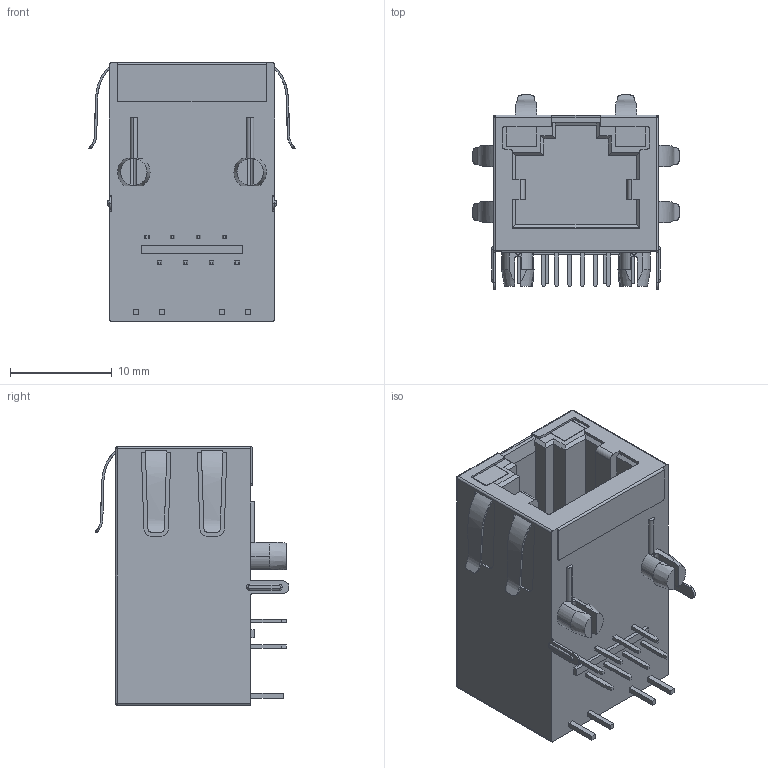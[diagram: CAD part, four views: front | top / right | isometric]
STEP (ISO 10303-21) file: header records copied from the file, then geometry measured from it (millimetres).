
FILE_DESCRIPTION (( 'STEP AP214' ), '1' );
FILE_NAME ('TMJ1011ABNL.STEP', '2022-11-04T10:58:33', ( '' ), ( '' ), 'SwSTEP 2.0', 'SolidWorks 2022', '' );
FILE_SCHEMA (( 'AUTOMOTIVE_DESIGN' ));
Length unit declared in the file: millimetre
Products named in the file (1): TMJ1011ABNL
Bounding box: 20.25 x 19.05 x 25.4 mm (x, y, z)
Volume: 4637.7 mm3; surface area: 2793.1 mm2
Topology: 1 solids, 1 shells, 685 faces, 1825 edges, 1202 vertices
Faces by surface type: plane 464, bspline 131, cylinder 78, sphere 8, cone 4
Entity records: 28410 total; most frequent: CARTESIAN_POINT 12109, ORIENTED_EDGE 3650, DIRECTION 2815, EDGE_CURVE 1825, LINE 1373, VECTOR 1373, VERTEX_POINT 1202, EDGE_LOOP 745
